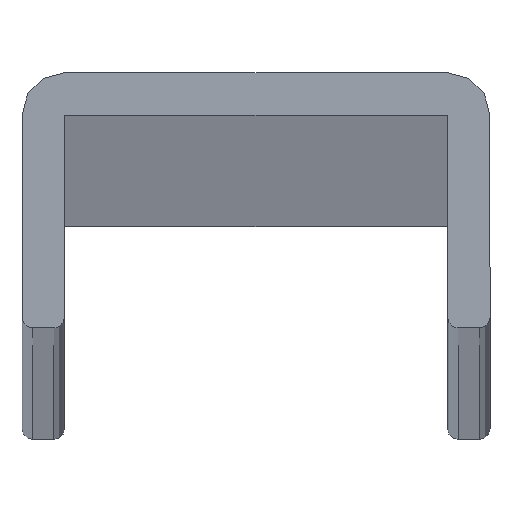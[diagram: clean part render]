
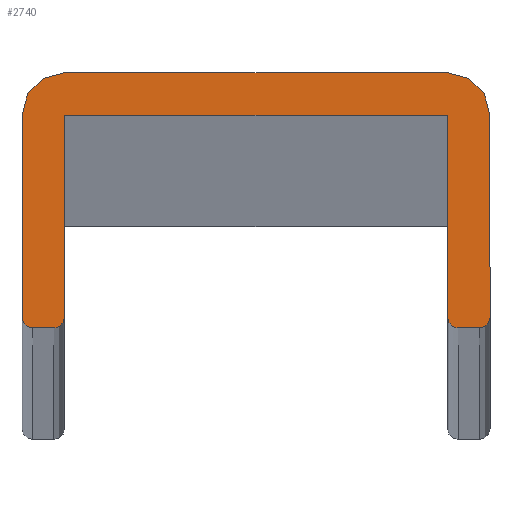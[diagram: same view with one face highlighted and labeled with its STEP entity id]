
A CAD part, top view. The second image highlights one B-rep face of the part: STEP entity #2740.
In plain terms, the highlighted planar face has unit normal (0, 0, 1).
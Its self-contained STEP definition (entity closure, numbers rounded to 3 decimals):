
#293 = DIRECTION ( 'NONE',  ( 0., -1., 0. ) ) ;
#386 = VECTOR ( 'NONE', #5101, 1000. ) ;
#680 = EDGE_CURVE ( 'NONE', #1124, #7180, #7413, .T. ) ;
#691 = ORIENTED_EDGE ( 'NONE', *, *, #15839, .F. ) ;
#751 = CARTESIAN_POINT ( 'NONE',  ( -9., 10., 1500. ) ) ;
#923 = DIRECTION ( 'NONE',  ( 0., 0., 1. ) ) ;
#989 = CARTESIAN_POINT ( 'NONE',  ( 9., 0.5, 1500. ) ) ;
#1014 = DIRECTION ( 'NONE',  ( 0., 0., 1. ) ) ;
#1124 = VERTEX_POINT ( 'NONE', #15097 ) ;
#1247 = DIRECTION ( 'NONE',  ( 0., 0., 1. ) ) ;
#1272 = CARTESIAN_POINT ( 'NONE',  ( 9.5, 0.5, 1500. ) ) ;
#1365 = EDGE_CURVE ( 'NONE', #6132, #13854, #4787, .T. ) ;
#1482 = ORIENTED_EDGE ( 'NONE', *, *, #14537, .F. ) ;
#1532 = EDGE_CURVE ( 'NONE', #2870, #15274, #7201, .T. ) ;
#1698 = CARTESIAN_POINT ( 'NONE',  ( -9., 10., 1500. ) ) ;
#1743 = CARTESIAN_POINT ( 'NONE',  ( -9., 12., 1500. ) ) ;
#1768 = CARTESIAN_POINT ( 'NONE',  ( 11., 0.5, 1500. ) ) ;
#1946 = DIRECTION ( 'NONE',  ( 1., 0., 0. ) ) ;
#2049 = AXIS2_PLACEMENT_3D ( 'NONE', #5023, #8932, #13799 ) ;
#2206 = LINE ( 'NONE', #8802, #8265 ) ;
#2343 = DIRECTION ( 'NONE',  ( 0., 0., 1. ) ) ;
#2373 = DIRECTION ( 'NONE',  ( 1., 0., 0. ) ) ;
#2641 = VERTEX_POINT ( 'NONE', #15836 ) ;
#2740 = ADVANCED_FACE ( 'NONE', ( #6210 ), #7349, .T. ) ;
#2870 = VERTEX_POINT ( 'NONE', #4699 ) ;
#3008 = ORIENTED_EDGE ( 'NONE', *, *, #5684, .F. ) ;
#3009 = AXIS2_PLACEMENT_3D ( 'NONE', #16502, #1247, #2373 ) ;
#3490 = DIRECTION ( 'NONE',  ( 1., 0., 0. ) ) ;
#3551 = LINE ( 'NONE', #10320, #14894 ) ;
#3628 = DIRECTION ( 'NONE',  ( 1., 0., 0. ) ) ;
#3837 = CARTESIAN_POINT ( 'NONE',  ( 10.5, 0., 1500. ) ) ;
#3865 = ORIENTED_EDGE ( 'NONE', *, *, #16536, .T. ) ;
#4155 = CARTESIAN_POINT ( 'NONE',  ( 9., 10., 1500. ) ) ;
#4263 = LINE ( 'NONE', #1743, #7280 ) ;
#4341 = ORIENTED_EDGE ( 'NONE', *, *, #12875, .T. ) ;
#4343 = VECTOR ( 'NONE', #4568, 1000. ) ;
#4568 = DIRECTION ( 'NONE',  ( 0., -1., 0. ) ) ;
#4598 = ORIENTED_EDGE ( 'NONE', *, *, #680, .T. ) ;
#4616 = DIRECTION ( 'NONE',  ( 0., 0., 1. ) ) ;
#4672 = CARTESIAN_POINT ( 'NONE',  ( -10.5, 0.5, 1500. ) ) ;
#4699 = CARTESIAN_POINT ( 'NONE',  ( -9., 0.5, 1500. ) ) ;
#4787 = CIRCLE ( 'NONE', #6794, 0.5 ) ;
#5009 = CARTESIAN_POINT ( 'NONE',  ( -10.5, 0., 1500. ) ) ;
#5023 = CARTESIAN_POINT ( 'NONE',  ( 9., 10., 1500. ) ) ;
#5101 = DIRECTION ( 'NONE',  ( 0., 1., 0. ) ) ;
#5116 = CARTESIAN_POINT ( 'NONE',  ( -9., 10., 1500. ) ) ;
#5251 = VERTEX_POINT ( 'NONE', #7191 ) ;
#5273 = EDGE_LOOP ( 'NONE', ( #15653, #15509, #4598, #12528, #3865, #9430, #4341, #16216, #5377, #1482, #14104, #691, #9805, #3008 ) ) ;
#5353 = VERTEX_POINT ( 'NONE', #15127 ) ;
#5377 = ORIENTED_EDGE ( 'NONE', *, *, #9920, .T. ) ;
#5538 = VERTEX_POINT ( 'NONE', #7626 ) ;
#5680 = CIRCLE ( 'NONE', #12491, 0.5 ) ;
#5684 = EDGE_CURVE ( 'NONE', #5353, #2641, #4263, .T. ) ;
#5816 = VERTEX_POINT ( 'NONE', #8557 ) ;
#6040 = VERTEX_POINT ( 'NONE', #10062 ) ;
#6132 = VERTEX_POINT ( 'NONE', #3837 ) ;
#6210 = FACE_OUTER_BOUND ( 'NONE', #5273, .T. ) ;
#6474 = LINE ( 'NONE', #4155, #16236 ) ;
#6794 = AXIS2_PLACEMENT_3D ( 'NONE', #13325, #16080, #1946 ) ;
#7015 = AXIS2_PLACEMENT_3D ( 'NONE', #751, #923, #3490 ) ;
#7180 = VERTEX_POINT ( 'NONE', #5009 ) ;
#7191 = CARTESIAN_POINT ( 'NONE',  ( 11., 10., 1500. ) ) ;
#7201 = LINE ( 'NONE', #12717, #386 ) ;
#7280 = VECTOR ( 'NONE', #8144, 1000. ) ;
#7349 = PLANE ( 'NONE',  #7015 ) ;
#7413 = CIRCLE ( 'NONE', #10738, 0.5 ) ;
#7535 = AXIS2_PLACEMENT_3D ( 'NONE', #7553, #1014, #3628 ) ;
#7553 = CARTESIAN_POINT ( 'NONE',  ( -9.5, 0.5, 1500. ) ) ;
#7626 = CARTESIAN_POINT ( 'NONE',  ( -11., 10., 1500. ) ) ;
#8116 = EDGE_CURVE ( 'NONE', #8256, #14853, #6474, .T. ) ;
#8140 = DIRECTION ( 'NONE',  ( -1., 0., 0. ) ) ;
#8144 = DIRECTION ( 'NONE',  ( 1., 0., 0. ) ) ;
#8189 = EDGE_CURVE ( 'NONE', #1124, #5538, #9273, .T. ) ;
#8256 = VERTEX_POINT ( 'NONE', #9610 ) ;
#8265 = VECTOR ( 'NONE', #12503, 1000. ) ;
#8557 = CARTESIAN_POINT ( 'NONE',  ( -9.5, 0., 1500. ) ) ;
#8764 = DIRECTION ( 'NONE',  ( 1., 0., 0. ) ) ;
#8802 = CARTESIAN_POINT ( 'NONE',  ( -10.5, 0., 1500. ) ) ;
#8932 = DIRECTION ( 'NONE',  ( 0., 0., -1. ) ) ;
#9273 = LINE ( 'NONE', #14158, #10660 ) ;
#9324 = CIRCLE ( 'NONE', #7535, 0.5 ) ;
#9430 = ORIENTED_EDGE ( 'NONE', *, *, #1532, .T. ) ;
#9610 = CARTESIAN_POINT ( 'NONE',  ( 9., 10., 1500. ) ) ;
#9694 = DIRECTION ( 'NONE',  ( 1., 0., 0. ) ) ;
#9805 = ORIENTED_EDGE ( 'NONE', *, *, #11696, .F. ) ;
#9920 = EDGE_CURVE ( 'NONE', #14853, #6040, #5680, .T. ) ;
#10062 = CARTESIAN_POINT ( 'NONE',  ( 9.5, 0., 1500. ) ) ;
#10200 = DIRECTION ( 'NONE',  ( 1., 0., 0. ) ) ;
#10320 = CARTESIAN_POINT ( 'NONE',  ( 10.5, 0., 1500. ) ) ;
#10660 = VECTOR ( 'NONE', #15504, 1000. ) ;
#10738 = AXIS2_PLACEMENT_3D ( 'NONE', #4672, #4616, #9694 ) ;
#10762 = CIRCLE ( 'NONE', #2049, 2. ) ;
#10824 = EDGE_CURVE ( 'NONE', #7180, #5816, #2206, .T. ) ;
#11127 = LINE ( 'NONE', #13624, #4343 ) ;
#11696 = EDGE_CURVE ( 'NONE', #2641, #5251, #10762, .T. ) ;
#12491 = AXIS2_PLACEMENT_3D ( 'NONE', #1272, #2343, #10200 ) ;
#12503 = DIRECTION ( 'NONE',  ( 1., 0., 0. ) ) ;
#12528 = ORIENTED_EDGE ( 'NONE', *, *, #10824, .T. ) ;
#12717 = CARTESIAN_POINT ( 'NONE',  ( -9., 0.5, 1500. ) ) ;
#12733 = VECTOR ( 'NONE', #8764, 1000. ) ;
#12875 = EDGE_CURVE ( 'NONE', #15274, #8256, #16134, .T. ) ;
#13325 = CARTESIAN_POINT ( 'NONE',  ( 10.5, 0.5, 1500. ) ) ;
#13624 = CARTESIAN_POINT ( 'NONE',  ( 11., 10., 1500. ) ) ;
#13799 = DIRECTION ( 'NONE',  ( -1., 0., 0. ) ) ;
#13854 = VERTEX_POINT ( 'NONE', #1768 ) ;
#14104 = ORIENTED_EDGE ( 'NONE', *, *, #1365, .T. ) ;
#14158 = CARTESIAN_POINT ( 'NONE',  ( -11., 0.5, 1500. ) ) ;
#14537 = EDGE_CURVE ( 'NONE', #6132, #6040, #3551, .T. ) ;
#14853 = VERTEX_POINT ( 'NONE', #989 ) ;
#14894 = VECTOR ( 'NONE', #8140, 1000. ) ;
#15097 = CARTESIAN_POINT ( 'NONE',  ( -11., 0.5, 1500. ) ) ;
#15127 = CARTESIAN_POINT ( 'NONE',  ( -9., 12., 1500. ) ) ;
#15274 = VERTEX_POINT ( 'NONE', #1698 ) ;
#15290 = CIRCLE ( 'NONE', #3009, 2. ) ;
#15504 = DIRECTION ( 'NONE',  ( 0., 1., 0. ) ) ;
#15509 = ORIENTED_EDGE ( 'NONE', *, *, #8189, .F. ) ;
#15653 = ORIENTED_EDGE ( 'NONE', *, *, #16220, .T. ) ;
#15836 = CARTESIAN_POINT ( 'NONE',  ( 9., 12., 1500. ) ) ;
#15839 = EDGE_CURVE ( 'NONE', #5251, #13854, #11127, .T. ) ;
#16080 = DIRECTION ( 'NONE',  ( 0., 0., 1. ) ) ;
#16134 = LINE ( 'NONE', #5116, #12733 ) ;
#16216 = ORIENTED_EDGE ( 'NONE', *, *, #8116, .T. ) ;
#16220 = EDGE_CURVE ( 'NONE', #5353, #5538, #15290, .T. ) ;
#16236 = VECTOR ( 'NONE', #293, 1000. ) ;
#16502 = CARTESIAN_POINT ( 'NONE',  ( -9., 10., 1500. ) ) ;
#16536 = EDGE_CURVE ( 'NONE', #5816, #2870, #9324, .T. ) ;
